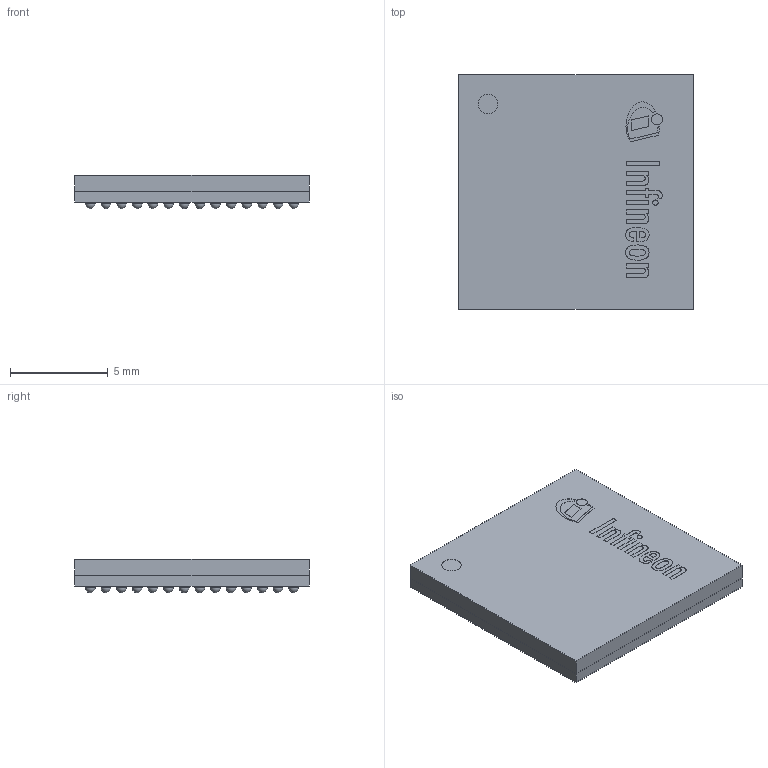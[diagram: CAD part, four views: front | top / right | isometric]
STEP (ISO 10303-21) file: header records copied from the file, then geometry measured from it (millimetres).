
FILE_DESCRIPTION(/* description */ (''),/* implementation_level */ '2;1');
FILE_NAME(/* name */ 'PG-LFBGA-196-2_Z8B00175943_V03_3D.stp',/* time_stamp */ '2024-08-19T12:04:17+05:30',/* author */ ('sivamani'),/* organization */ (''),/* preprocessor_version */ 'ST-DEVELOPER v19.2',/* originating_system */ 'AutoCAD Mechanical',/* authorisation */ '');
FILE_SCHEMA (('AUTOMOTIVE_DESIGN { 1 0 10303 214 3 1 1 }'));
Length unit declared in the file: millimetre
Products named in the file (1): Product
Bounding box: 12 x 12 x 1.71 mm (x, y, z)
Volume: 206.8 mm3; surface area: 1082.9 mm2
Topology: 213 solids, 213 shells, 819 faces, 1764 edges, 1176 vertices
Faces by surface type: cylinder 314, plane 309, sphere 196
Full cylindrical faces by diameter (mm): 0.274 x1, 0.5 x196, 0.566 x1, 1 x2
Entity records: 21610 total; most frequent: DIRECTION 4228, CARTESIAN_POINT 3564, ORIENTED_EDGE 3136, AXIS2_PLACEMENT_3D 1840, EDGE_CURVE 1568, VERTEX_POINT 1176, CIRCLE 1020, EDGE_LOOP 824
